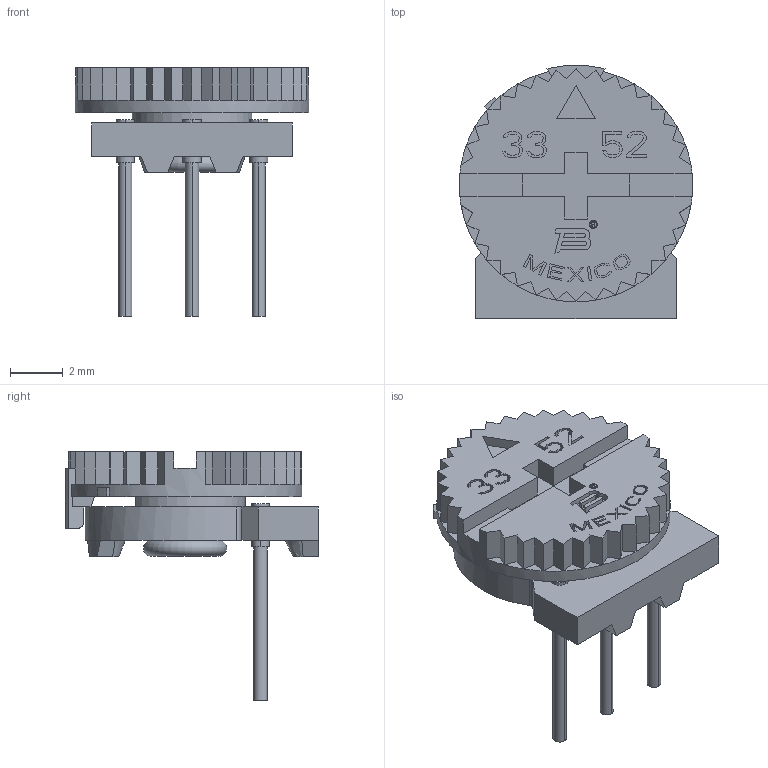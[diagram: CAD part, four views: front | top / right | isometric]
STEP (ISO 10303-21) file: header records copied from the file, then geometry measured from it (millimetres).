
FILE_DESCRIPTION((''),'2;1');
FILE_NAME('3352T-1','2021-02-22T14:13:16',('RICKB'),('Bourns, Inc.'),'CREO PARAMETRIC BY PTC INC, 2018050','CREO PARAMETRIC BY PTC INC, 2018050','');
FILE_SCHEMA(('AUTOMOTIVE_DESIGN { 1 0 10303 214 1 1 1 1 }'));
Length unit declared in the file: inch
Products named in the file (1): 3352T-1
Bounding box: 8.89 x 9.64 x 9.47 mm (x, y, z)
Volume: 184.4 mm3; surface area: 436.9 mm2
Topology: 1 solids, 2 shells, 593 faces, 1620 edges, 1059 vertices
Faces by surface type: plane 537, cylinder 38, torus 7, cone 7, bspline 4
Entity records: 23503 total; most frequent: CARTESIAN_POINT 3430, ORIENTED_EDGE 3240, DIRECTION 2947, PRESENTATION_STYLE_ASSIGNMENT 1621, STYLED_ITEM 1621, CURVE_STYLE 1620, EDGE_CURVE 1620, VECTOR 1455
